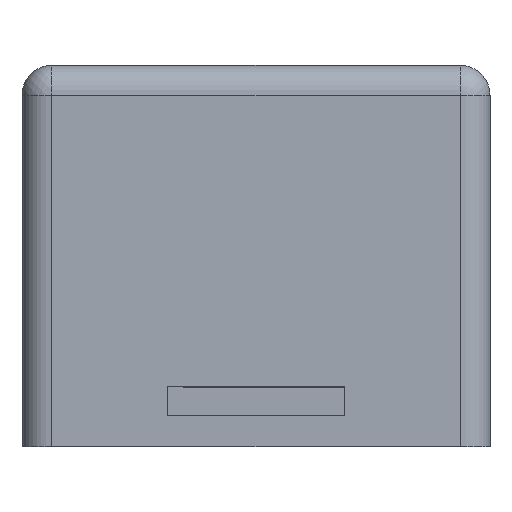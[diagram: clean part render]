
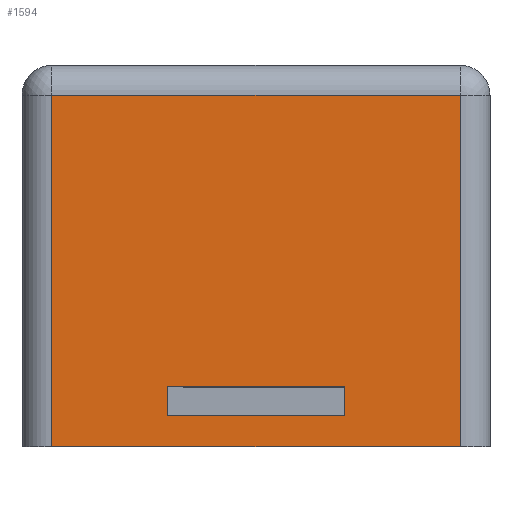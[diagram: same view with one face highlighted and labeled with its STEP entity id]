
A CAD part, front view. The second image highlights one B-rep face of the part: STEP entity #1594.
In plain terms, the highlighted planar face has unit normal (0, -1, 0).
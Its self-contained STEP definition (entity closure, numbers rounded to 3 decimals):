
#999 = VERTEX_POINT('',#1000);
#1000 = CARTESIAN_POINT('',(0.,-1.5,0.));
#1007 = EDGE_CURVE('',#999,#1008,#1010,.T.);
#1008 = VERTEX_POINT('',#1009);
#1009 = CARTESIAN_POINT('',(20.7,-1.5,0.));
#1010 = LINE('',#1011,#1012);
#1011 = CARTESIAN_POINT('',(0.,-1.5,0.));
#1012 = VECTOR('',#1013,1.);
#1013 = DIRECTION('',(1.,0.,0.));
#1230 = EDGE_CURVE('',#1231,#1233,#1235,.T.);
#1231 = VERTEX_POINT('',#1232);
#1232 = CARTESIAN_POINT('',(14.85,-1.5,3.05));
#1233 = VERTEX_POINT('',#1234);
#1234 = CARTESIAN_POINT('',(14.85,-1.5,1.55));
#1235 = LINE('',#1236,#1237);
#1236 = CARTESIAN_POINT('',(14.85,-1.5,3.05));
#1237 = VECTOR('',#1238,1.);
#1238 = DIRECTION('',(0.,0.,-1.));
#1261 = EDGE_CURVE('',#1233,#1262,#1264,.T.);
#1262 = VERTEX_POINT('',#1263);
#1263 = CARTESIAN_POINT('',(5.85,-1.5,1.55));
#1264 = LINE('',#1265,#1266);
#1265 = CARTESIAN_POINT('',(14.85,-1.5,1.55));
#1266 = VECTOR('',#1267,1.);
#1267 = DIRECTION('',(-1.,0.,0.));
#1285 = EDGE_CURVE('',#1262,#1286,#1288,.T.);
#1286 = VERTEX_POINT('',#1287);
#1287 = CARTESIAN_POINT('',(5.85,-1.5,3.05));
#1288 = LINE('',#1289,#1290);
#1289 = CARTESIAN_POINT('',(5.85,-1.5,1.55));
#1290 = VECTOR('',#1291,1.);
#1291 = DIRECTION('',(0.,0.,1.));
#1309 = EDGE_CURVE('',#1286,#1231,#1310,.T.);
#1310 = LINE('',#1311,#1312);
#1311 = CARTESIAN_POINT('',(5.85,-1.5,3.05));
#1312 = VECTOR('',#1313,1.);
#1313 = DIRECTION('',(1.,0.,0.));
#1550 = VERTEX_POINT('',#1551);
#1551 = CARTESIAN_POINT('',(0.,-1.5,17.8));
#1558 = EDGE_CURVE('',#999,#1550,#1559,.T.);
#1559 = LINE('',#1560,#1561);
#1560 = CARTESIAN_POINT('',(0.,-1.5,0.));
#1561 = VECTOR('',#1562,1.);
#1562 = DIRECTION('',(0.,0.,1.));
#1594 = ADVANCED_FACE('',(#1595,#1613),#1619,.F.);
#1595 = FACE_BOUND('',#1596,.F.);
#1596 = EDGE_LOOP('',(#1597,#1598,#1606,#1612));
#1597 = ORIENTED_EDGE('',*,*,#1558,.T.);
#1598 = ORIENTED_EDGE('',*,*,#1599,.T.);
#1599 = EDGE_CURVE('',#1550,#1600,#1602,.T.);
#1600 = VERTEX_POINT('',#1601);
#1601 = CARTESIAN_POINT('',(20.7,-1.5,17.8));
#1602 = LINE('',#1603,#1604);
#1603 = CARTESIAN_POINT('',(0.,-1.5,17.8));
#1604 = VECTOR('',#1605,1.);
#1605 = DIRECTION('',(1.,0.,0.));
#1606 = ORIENTED_EDGE('',*,*,#1607,.F.);
#1607 = EDGE_CURVE('',#1008,#1600,#1608,.T.);
#1608 = LINE('',#1609,#1610);
#1609 = CARTESIAN_POINT('',(20.7,-1.5,0.));
#1610 = VECTOR('',#1611,1.);
#1611 = DIRECTION('',(0.,0.,1.));
#1612 = ORIENTED_EDGE('',*,*,#1007,.F.);
#1613 = FACE_BOUND('',#1614,.F.);
#1614 = EDGE_LOOP('',(#1615,#1616,#1617,#1618));
#1615 = ORIENTED_EDGE('',*,*,#1309,.F.);
#1616 = ORIENTED_EDGE('',*,*,#1285,.F.);
#1617 = ORIENTED_EDGE('',*,*,#1261,.F.);
#1618 = ORIENTED_EDGE('',*,*,#1230,.F.);
#1619 = PLANE('',#1620);
#1620 = AXIS2_PLACEMENT_3D('',#1621,#1622,#1623);
#1621 = CARTESIAN_POINT('',(0.,-1.5,0.));
#1622 = DIRECTION('',(0.,1.,0.));
#1623 = DIRECTION('',(1.,0.,0.));
